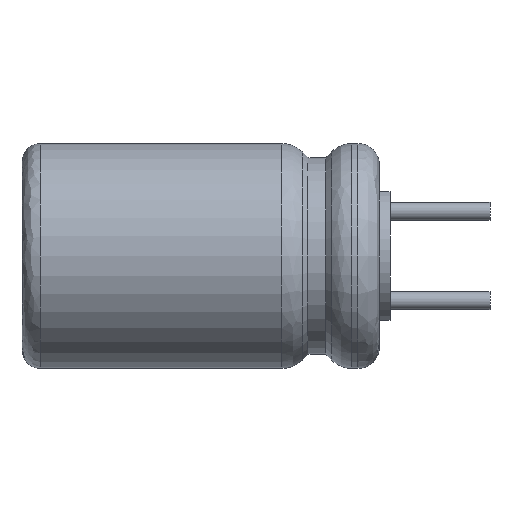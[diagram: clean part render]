
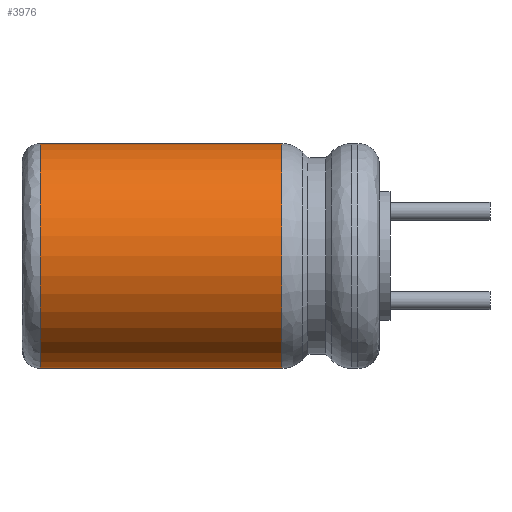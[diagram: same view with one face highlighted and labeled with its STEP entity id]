
A CAD part, left-side view. The second image highlights one B-rep face of the part: STEP entity #3976.
In plain terms, the highlighted cylindrical face has radius 3.15 mm (diameter 6.3 mm), a partial arc.
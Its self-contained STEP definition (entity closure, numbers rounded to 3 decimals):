
#284 = CARTESIAN_POINT ( 'NONE',  ( 0., 3.15, 0. ) ) ;
#631 = VERTEX_POINT ( 'NONE', #13094 ) ;
#1149 = FACE_OUTER_BOUND ( 'NONE', #1878, .T. ) ;
#1266 = ORIENTED_EDGE ( 'NONE', *, *, #13570, .F. ) ;
#1566 = LINE ( 'NONE', #284, #4043 ) ;
#1878 = EDGE_LOOP ( 'NONE', ( #1266, #10854, #4207, #4864 ) ) ;
#1936 = CARTESIAN_POINT ( 'NONE',  ( 0., 3.15, 2.731 ) ) ;
#2811 = DIRECTION ( 'NONE',  ( 0., 1., 0. ) ) ;
#3047 = EDGE_CURVE ( 'NONE', #12370, #13461, #3871, .T. ) ;
#3871 = CIRCLE ( 'NONE', #10375, 3.15 ) ;
#3976 = ADVANCED_FACE ( 'NONE', ( #1149 ), #14643, .T. ) ;
#4043 = VECTOR ( 'NONE', #6171, 1000. ) ;
#4207 = ORIENTED_EDGE ( 'NONE', *, *, #10835, .T. ) ;
#4424 = CIRCLE ( 'NONE', #13558, 3.15 ) ;
#4864 = ORIENTED_EDGE ( 'NONE', *, *, #3047, .T. ) ;
#5471 = DIRECTION ( 'NONE',  ( 0., 1., 0. ) ) ;
#5884 = EDGE_CURVE ( 'NONE', #631, #14706, #4424, .T. ) ;
#6152 = DIRECTION ( 'NONE',  ( 0., 0., -1. ) ) ;
#6171 = DIRECTION ( 'NONE',  ( 0., 0., -1. ) ) ;
#6571 = DIRECTION ( 'NONE',  ( 0., 1., 0. ) ) ;
#7110 = LINE ( 'NONE', #10682, #13884 ) ;
#7796 = DIRECTION ( 'NONE',  ( 0., 0., -1. ) ) ;
#8812 = CARTESIAN_POINT ( 'NONE',  ( 0., 0., 9.5 ) ) ;
#9068 = CARTESIAN_POINT ( 'NONE',  ( 0., 0., 0. ) ) ;
#10375 = AXIS2_PLACEMENT_3D ( 'NONE', #13069, #14266, #2811 ) ;
#10682 = CARTESIAN_POINT ( 'NONE',  ( 0., -3.15, 0. ) ) ;
#10835 = EDGE_CURVE ( 'NONE', #14706, #12370, #1566, .T. ) ;
#10854 = ORIENTED_EDGE ( 'NONE', *, *, #5884, .T. ) ;
#11400 = DIRECTION ( 'NONE',  ( 0., 0., -1. ) ) ;
#11687 = CARTESIAN_POINT ( 'NONE',  ( 0., 3.15, 9.5 ) ) ;
#12370 = VERTEX_POINT ( 'NONE', #1936 ) ;
#13069 = CARTESIAN_POINT ( 'NONE',  ( 0., 0., 2.731 ) ) ;
#13094 = CARTESIAN_POINT ( 'NONE',  ( 0., -3.15, 9.5 ) ) ;
#13117 = CARTESIAN_POINT ( 'NONE',  ( 0., -3.15, 2.731 ) ) ;
#13461 = VERTEX_POINT ( 'NONE', #13117 ) ;
#13558 = AXIS2_PLACEMENT_3D ( 'NONE', #8812, #11400, #6571 ) ;
#13570 = EDGE_CURVE ( 'NONE', #631, #13461, #7110, .T. ) ;
#13884 = VECTOR ( 'NONE', #6152, 1000. ) ;
#14266 = DIRECTION ( 'NONE',  ( 0., 0., 1. ) ) ;
#14643 = CYLINDRICAL_SURFACE ( 'NONE', #14690, 3.15 ) ;
#14690 = AXIS2_PLACEMENT_3D ( 'NONE', #9068, #7796, #5471 ) ;
#14706 = VERTEX_POINT ( 'NONE', #11687 ) ;
